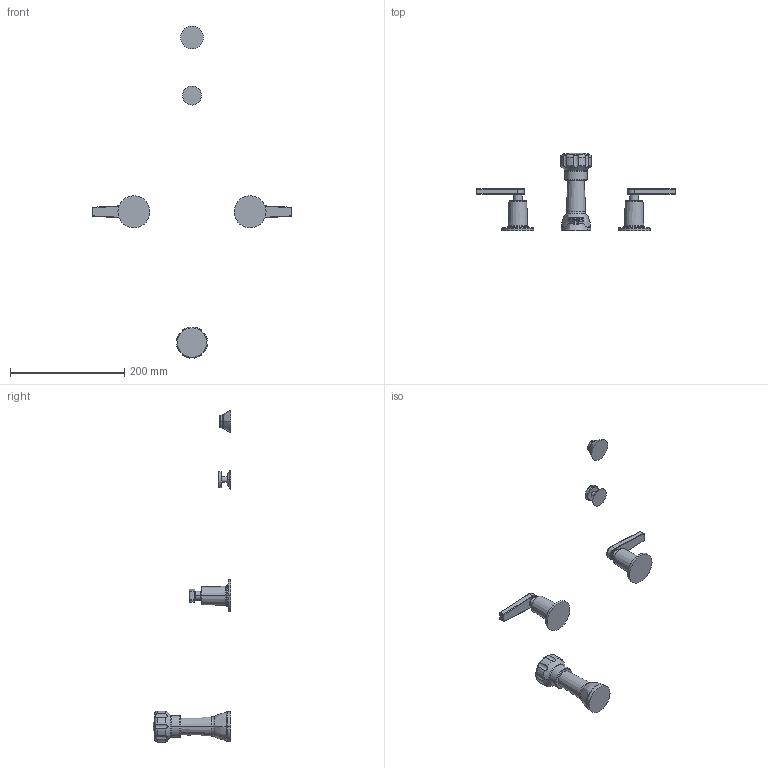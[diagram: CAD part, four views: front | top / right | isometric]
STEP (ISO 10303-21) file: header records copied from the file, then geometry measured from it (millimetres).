
FILE_DESCRIPTION((''),'2;1');
FILE_NAME('2979','2021-02-01T11:32:06',('jinson.thomas'),(''),'CREO PARAMETRIC BY PTC INC, 2018400','CREO PARAMETRIC BY PTC INC, 2018400','');
FILE_SCHEMA(('CONFIG_CONTROL_DESIGN'));
Length unit declared in the file: inch
Products named in the file (1): 2979
Bounding box: 347.98 x 135.97 x 580.53 mm (x, y, z)
Volume: 339478 mm3; surface area: 64898.6 mm2
Topology: 5 solids, 5 shells, 229 faces, 508 edges, 309 vertices
Faces by surface type: cylinder 84, plane 61, torus 50, cone 18, sphere 10, bspline 6
Entity records: 6928 total; most frequent: CARTESIAN_POINT 1642, DIRECTION 1234, ORIENTED_EDGE 1012, AXIS2_PLACEMENT_3D 525, EDGE_CURVE 506, VERTEX_POINT 309, CIRCLE 302, EDGE_LOOP 251
